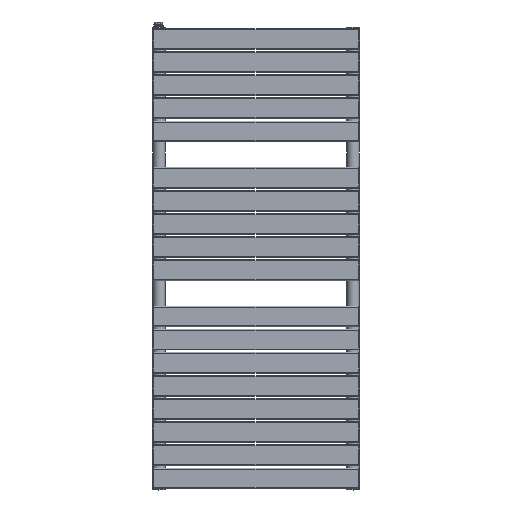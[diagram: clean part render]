
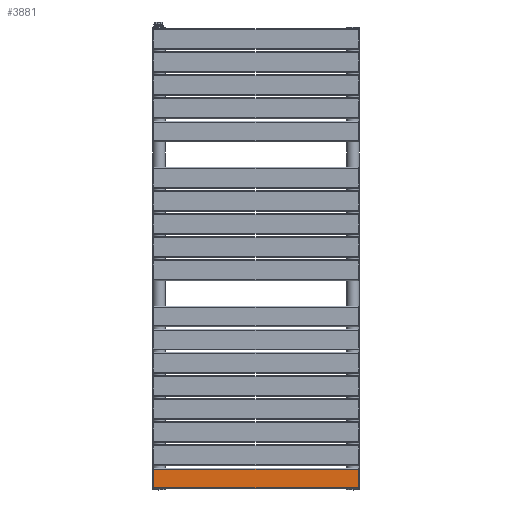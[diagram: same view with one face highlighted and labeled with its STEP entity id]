
A CAD part, top view. The second image highlights one B-rep face of the part: STEP entity #3881.
In plain terms, the highlighted face is planar.
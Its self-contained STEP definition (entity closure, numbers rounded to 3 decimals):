
#3343=DIRECTION('',(0.,1.,0.));
#3344=VECTOR('',#3343,45.5);
#3345=CARTESIAN_POINT('',(248.,5.25,-25.));
#3346=LINE('',#3345,#3344);
#3350=DIRECTION('',(0.,-1.,0.));
#3351=VECTOR('',#3350,45.5);
#3352=CARTESIAN_POINT('',(-248.,50.75,-25.));
#3353=LINE('',#3352,#3351);
#3357=DIRECTION('',(1.,0.,0.));
#3358=VECTOR('',#3357,496.);
#3359=CARTESIAN_POINT('',(-248.,5.25,-25.));
#3360=LINE('',#3359,#3358);
#3380=DIRECTION('',(1.,0.,0.));
#3381=VECTOR('',#3380,496.);
#3382=CARTESIAN_POINT('',(-248.,50.75,-25.));
#3383=LINE('',#3382,#3381);
#3580=CARTESIAN_POINT('',(248.,50.75,-25.));
#3582=VERTEX_POINT('',#3580);
#3606=CARTESIAN_POINT('',(248.,5.25,-25.));
#3607=VERTEX_POINT('',#3606);
#3612=CARTESIAN_POINT('',(-248.,5.25,-25.));
#3614=VERTEX_POINT('',#3612);
#3638=CARTESIAN_POINT('',(-248.,50.75,-25.));
#3639=VERTEX_POINT('',#3638);
#3867=CARTESIAN_POINT('',(-250.,5.25,-25.));
#3868=DIRECTION('',(0.,0.,-1.));
#3869=DIRECTION('',(0.,1.,0.));
#3870=AXIS2_PLACEMENT_3D('',#3867,#3868,#3869);
#3871=PLANE('',#3870);
#3872=ORIENTED_EDGE('',*,*,#3861,.T.);
#3874=ORIENTED_EDGE('',*,*,#3873,.F.);
#3876=ORIENTED_EDGE('',*,*,#3875,.T.);
#3878=ORIENTED_EDGE('',*,*,#3877,.T.);
#3879=EDGE_LOOP('',(#3872,#3874,#3876,#3878));
#3880=FACE_OUTER_BOUND('',#3879,.F.);
#3861=EDGE_CURVE('',#3607,#3582,#3346,.T.);
#3873=EDGE_CURVE('',#3639,#3582,#3383,.T.);
#3875=EDGE_CURVE('',#3639,#3614,#3353,.T.);
#3877=EDGE_CURVE('',#3614,#3607,#3360,.T.);
#3881=ADVANCED_FACE('',(#3880),#3871,.T.);
